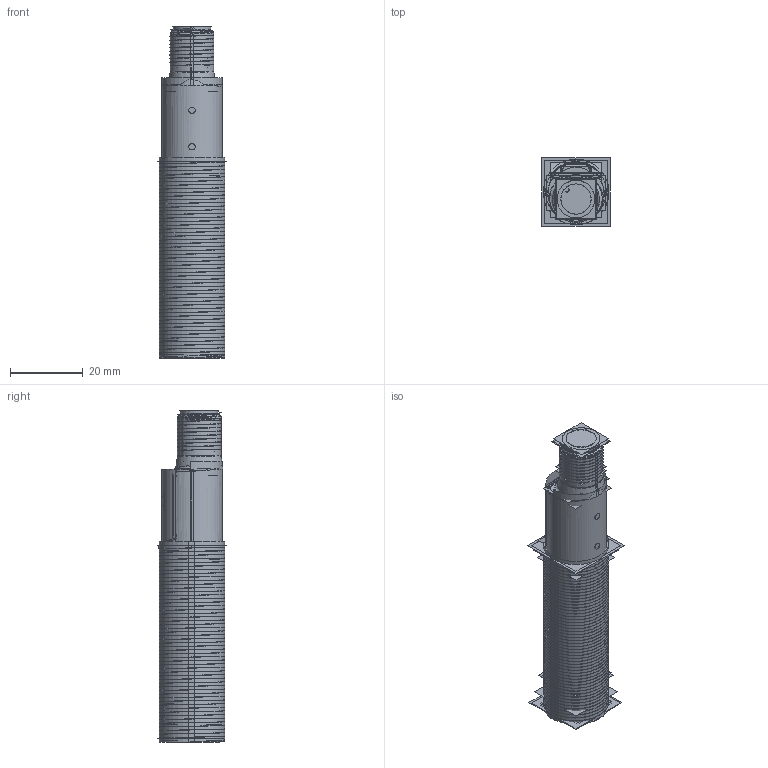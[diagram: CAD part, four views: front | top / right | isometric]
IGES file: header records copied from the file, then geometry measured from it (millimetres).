
Start section:  PTC IGES file: 159578.igs
Global section: file name: 159578.igs; native system: Creo Parametric by Parametric Technology Corporation; preprocessor: 2013230; author: pdmadmin; organization: Unknown; date: 20151021.141103; units: millimetre
Bounding box: 18.72 x 18.72 x 91.24 mm (x, y, z)
Volume: 7319.5 mm3; surface area: 297392.3 mm2
Topology: 8 solids, 8 shells, 1188 faces, 6012 edges, 7596 vertices
Faces by surface type: revolution 678, bspline 510
